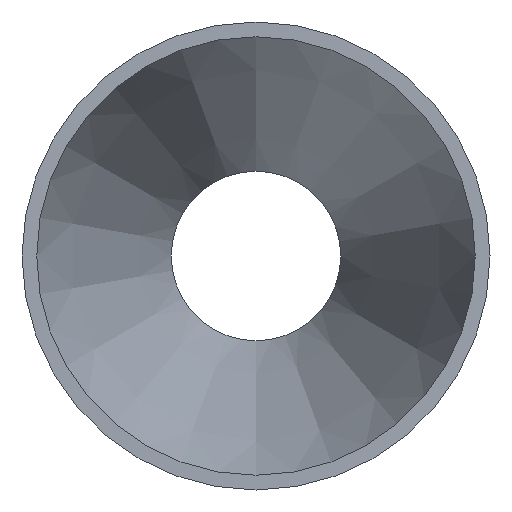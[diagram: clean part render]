
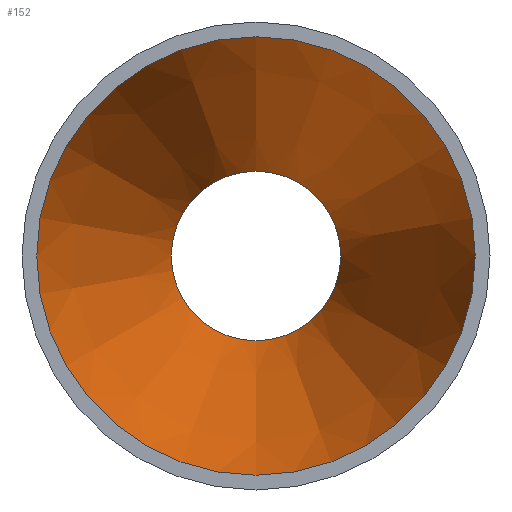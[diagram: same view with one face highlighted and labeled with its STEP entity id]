
A CAD part, left-side view. The second image highlights one B-rep face of the part: STEP entity #152.
In plain terms, the highlighted conical face has half-angle 17.754 degrees and reference radius 29.75 mm.
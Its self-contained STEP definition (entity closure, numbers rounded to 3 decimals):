
#26=LINE('',#288,#32);
#32=VECTOR('',#240,29.75);
#36=CONICAL_SURFACE('',#192,29.75,0.31);
#42=FACE_OUTER_BOUND('',#52,.T.);
#52=EDGE_LOOP('',(#129,#130,#131,#132));
#69=CIRCLE('',#193,29.75);
#70=CIRCLE('',#194,11.5);
#81=VERTEX_POINT('',#285);
#82=VERTEX_POINT('',#287);
#98=EDGE_CURVE('',#81,#81,#69,.T.);
#99=EDGE_CURVE('',#81,#82,#26,.T.);
#100=EDGE_CURVE('',#82,#82,#70,.T.);
#129=ORIENTED_EDGE('',*,*,#98,.F.);
#130=ORIENTED_EDGE('',*,*,#99,.T.);
#131=ORIENTED_EDGE('',*,*,#100,.T.);
#132=ORIENTED_EDGE('',*,*,#99,.F.);
#152=ADVANCED_FACE('',(#42),#36,.F.);
#192=AXIS2_PLACEMENT_3D('',#284,#236,#237);
#193=AXIS2_PLACEMENT_3D('',#286,#238,#239);
#194=AXIS2_PLACEMENT_3D('',#289,#241,#242);
#236=DIRECTION('center_axis',(-1.,0.,0.));
#237=DIRECTION('ref_axis',(0.,0.,-1.));
#238=DIRECTION('center_axis',(1.,0.,0.));
#239=DIRECTION('ref_axis',(0.,0.,-1.));
#240=DIRECTION('',(0.952,0.,-0.305));
#241=DIRECTION('center_axis',(1.,0.,0.));
#242=DIRECTION('ref_axis',(0.,0.,-1.));
#284=CARTESIAN_POINT('Origin',(5.,0.,0.));
#285=CARTESIAN_POINT('',(5.,0.,29.75));
#286=CARTESIAN_POINT('Origin',(5.,0.,0.));
#287=CARTESIAN_POINT('',(62.,0.,11.5));
#288=CARTESIAN_POINT('',(5.,0.,29.75));
#289=CARTESIAN_POINT('Origin',(62.,0.,0.));
